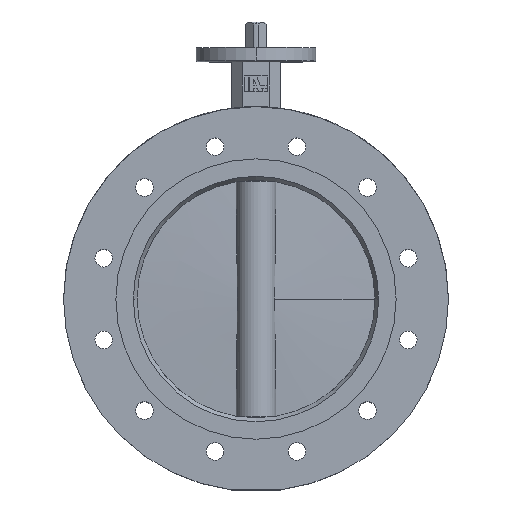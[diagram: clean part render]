
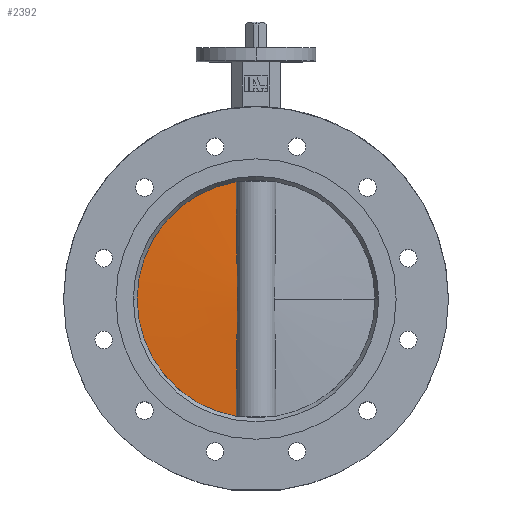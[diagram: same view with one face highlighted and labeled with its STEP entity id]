
A CAD part, top view. The second image highlights one B-rep face of the part: STEP entity #2392.
In plain terms, the highlighted conical face has half-angle 87.331 degrees and reference radius 150.17 mm.
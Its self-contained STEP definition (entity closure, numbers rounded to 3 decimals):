
#103 = FACE_OUTER_BOUND ( 'NONE', #5745, .T. ) ;
#107 = CONICAL_SURFACE ( 'NONE', #5069, 150.17, 1.524 ) ;
#698 = DIRECTION ( 'NONE',  ( 1., 0., 0. ) ) ;
#702 = CARTESIAN_POINT ( 'NONE',  ( -3., 0., 0. ) ) ;
#703 = DIRECTION ( 'NONE',  ( 0., 0., -1. ) ) ;
#808 = CARTESIAN_POINT ( 'NONE',  ( -3.044, 0., 0. ) ) ;
#809 = DIRECTION ( 'NONE',  ( -1., 0., 0. ) ) ;
#810 = DIRECTION ( 'NONE',  ( 0., 0., 1. ) ) ;
#1119 = CARTESIAN_POINT ( 'NONE',  ( -3.044, -147.155, 24.814 ) ) ;
#1170 = CARTESIAN_POINT ( 'NONE',  ( -3.044, 147.155, 24.814 ) ) ;
#1299 = CARTESIAN_POINT ( 'NONE',  ( -3.044, 0., 149.233 ) ) ;
#1465 = CIRCLE ( 'NONE', #6310, 149.233 ) ;
#1575 = CIRCLE ( 'NONE', #6326, 149.233 ) ;
#2150 = CARTESIAN_POINT ( 'NONE',  ( -3.608, -134.894, 24.745 ) ) ;
#2151 = CARTESIAN_POINT ( 'NONE',  ( -3.044, -147.155, 24.814 ) ) ;
#2152 = CARTESIAN_POINT ( 'NONE',  ( -3.044, 0., 0. ) ) ;
#2153 = DIRECTION ( 'NONE',  ( -1., 0., 0. ) ) ;
#2154 = DIRECTION ( 'NONE',  ( 0., 0., 1. ) ) ;
#2155 = CARTESIAN_POINT ( 'NONE',  ( -4.17, -122.633, 24.656 ) ) ;
#2156 = CARTESIAN_POINT ( 'NONE',  ( -5.288, -98.111, 24.441 ) ) ;
#2157 = CARTESIAN_POINT ( 'NONE',  ( -5.844, -85.851, 24.314 ) ) ;
#2158 = CARTESIAN_POINT ( 'NONE',  ( -6.662, -67.459, 24.098 ) ) ;
#2159 = CARTESIAN_POINT ( 'NONE',  ( -6.932, -61.329, 24.021 ) ) ;
#2160 = CARTESIAN_POINT ( 'NONE',  ( -7.459, -49.067, 23.863 ) ) ;
#2161 = CARTESIAN_POINT ( 'NONE',  ( -7.717, -42.936, 23.78 ) ) ;
#2162 = CARTESIAN_POINT ( 'NONE',  ( -8.202, -30.673, 23.618 ) ) ;
#2163 = CARTESIAN_POINT ( 'NONE',  ( -8.431, -24.54, 23.536 ) ) ;
#2164 = CARTESIAN_POINT ( 'NONE',  ( -8.789, -12.271, 23.405 ) ) ;
#2165 = CARTESIAN_POINT ( 'NONE',  ( -8.911, -6.135, 23.358 ) ) ;
#2166 = CARTESIAN_POINT ( 'NONE',  ( -8.911, 6.137, 23.358 ) ) ;
#2167 = CARTESIAN_POINT ( 'NONE',  ( -8.788, 12.274, 23.405 ) ) ;
#2168 = CARTESIAN_POINT ( 'NONE',  ( -8.431, 24.543, 23.536 ) ) ;
#2169 = CARTESIAN_POINT ( 'NONE',  ( -8.202, 30.675, 23.618 ) ) ;
#2170 = CARTESIAN_POINT ( 'NONE',  ( -7.717, 42.938, 23.781 ) ) ;
#2171 = CARTESIAN_POINT ( 'NONE',  ( -7.459, 49.069, 23.863 ) ) ;
#2172 = CARTESIAN_POINT ( 'NONE',  ( -6.932, 61.33, 24.021 ) ) ;
#2173 = CARTESIAN_POINT ( 'NONE',  ( -6.662, 67.461, 24.098 ) ) ;
#2174 = CARTESIAN_POINT ( 'NONE',  ( -5.844, 85.852, 24.314 ) ) ;
#2175 = CARTESIAN_POINT ( 'NONE',  ( -5.288, 98.112, 24.441 ) ) ;
#2176 = CARTESIAN_POINT ( 'NONE',  ( -4.17, 122.634, 24.656 ) ) ;
#2177 = CARTESIAN_POINT ( 'NONE',  ( -3.608, 134.894, 24.745 ) ) ;
#2178 = CARTESIAN_POINT ( 'NONE',  ( -3.044, 147.155, 24.814 ) ) ;
#2392 = ADVANCED_FACE ( 'NONE', ( #103 ), #107, .T. ) ;
#2961 = ORIENTED_EDGE ( 'NONE', *, *, #4926, .T. ) ;
#2962 = ORIENTED_EDGE ( 'NONE', *, *, #4864, .T. ) ;
#4864 = EDGE_CURVE ( 'NONE', #5578, #5449, #1465, .T. ) ;
#4865 = EDGE_CURVE ( 'NONE', #5398, #5449, #5962, .T. ) ;
#4926 = EDGE_CURVE ( 'NONE', #5398, #5578, #1575, .T. ) ;
#5069 = AXIS2_PLACEMENT_3D ( 'NONE', #702, #698, #703 ) ;
#5102 = ORIENTED_EDGE ( 'NONE', *, *, #4865, .F. ) ;
#5398 = VERTEX_POINT ( 'NONE', #1119 ) ;
#5449 = VERTEX_POINT ( 'NONE', #1170 ) ;
#5578 = VERTEX_POINT ( 'NONE', #1299 ) ;
#5745 = EDGE_LOOP ( 'NONE', ( #5102, #2961, #2962 ) ) ;
#5962 = B_SPLINE_CURVE_WITH_KNOTS ( 'NONE', 3,
 ( #2151, #2150, #2155, #2156, #2157, #2158, #2159, #2160, #2161, #2162, #2163, #2164, #2165, #2166, #2167, #2168, #2169, #2170, #2171, #2172, #2173, #2174, #2175, #2176, #2177, #2178 ),
 .UNSPECIFIED., .F., .F.,
 ( 4, 2, 2, 2, 2, 2, 2, 2, 2, 2, 2, 2, 4 ),
 ( -0.132, -0.096, -0.059, -0.04, -0.022, -0.004, 0.015, 0.033, 0.052, 0.07, 0.088, 0.125, 0.162 ),
 .UNSPECIFIED. ) ;
#6310 = AXIS2_PLACEMENT_3D ( 'NONE', #2152, #2153, #2154 ) ;
#6326 = AXIS2_PLACEMENT_3D ( 'NONE', #808, #809, #810 ) ;
